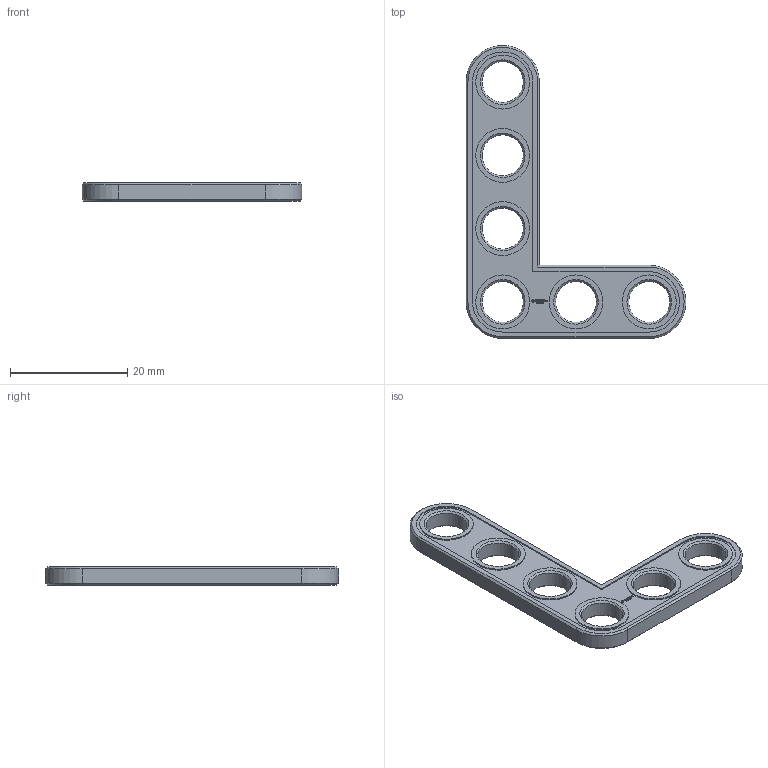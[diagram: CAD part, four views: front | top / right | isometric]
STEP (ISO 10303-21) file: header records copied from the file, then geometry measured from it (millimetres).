
FILE_DESCRIPTION(('FreeCAD Model'),'2;1');
FILE_NAME('Open CASCADE Shape Model','2022-02-08T21:08:28',( 'Paulo Kiefe'),('STEMFIE.org'),'Open CASCADE STEP processor 7.4', 'FreeCAD','Unknown');
FILE_SCHEMA(('AUTOMOTIVE_DESIGN { 1 0 10303 214 1 1 1 1 }'));
Length unit declared in the file: millimetre
Products named in the file (1): Brace_AGD_90_ASYM_ERR_BU03x04x01x00.25_-_SPN-BRC-1018_(stemfie.org)
Bounding box: 37.5 x 50 x 3.12 mm (x, y, z)
Volume: 1985.9 mm3; surface area: 2211.4 mm2
Topology: 1 solids, 1 shells, 560 faces, 1525 edges, 1008 vertices
Faces by surface type: plane 342, extrusion 182, cone 18, cylinder 18
Full cylindrical faces by diameter (mm): 7 x6, 9.2 x6
Entity records: 38735 total; most frequent: CARTESIAN_POINT 9543, DIRECTION 4647, VECTOR 3751, LINE 3569, ORIENTED_EDGE 3050, PCURVE 3050, DEFINITIONAL_REPRESENTATION 3050, EDGE_CURVE 1525
